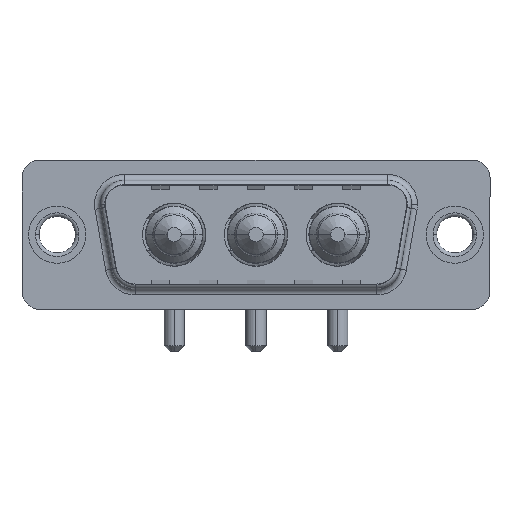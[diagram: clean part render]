
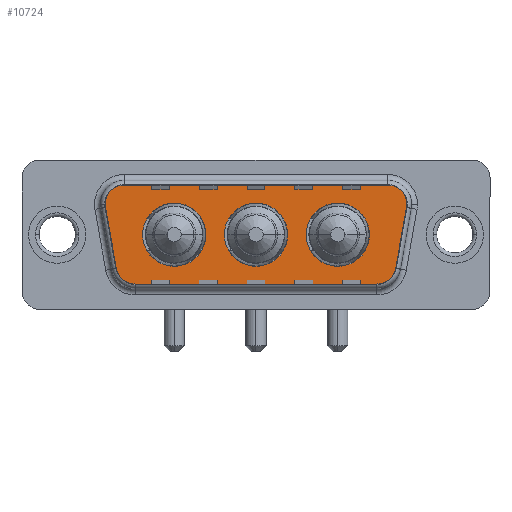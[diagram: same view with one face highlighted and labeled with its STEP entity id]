
A CAD part, top view. The second image highlights one B-rep face of the part: STEP entity #10724.
In plain terms, the highlighted planar face has unit normal (0, 0, 1).
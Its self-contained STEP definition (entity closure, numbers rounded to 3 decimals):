
#82 = ORIENTED_EDGE ( 'NONE', *, *, #10434, .T. ) ;
#92 = DIRECTION ( 'NONE',  ( 1., 0., 0. ) ) ;
#120 = EDGE_CURVE ( 'NONE', #7680, #5184, #10299, .T. ) ;
#187 = ORIENTED_EDGE ( 'NONE', *, *, #120, .T. ) ;
#318 = DIRECTION ( 'NONE',  ( 0., 0., 1. ) ) ;
#803 = ORIENTED_EDGE ( 'NONE', *, *, #8687, .F. ) ;
#1052 = AXIS2_PLACEMENT_3D ( 'NONE', #3844, #1978, #1135 ) ;
#1100 = VERTEX_POINT ( 'NONE', #10128 ) ;
#1135 = DIRECTION ( 'NONE',  ( -1., 0., 0. ) ) ;
#1486 = CARTESIAN_POINT ( 'NONE',  ( 26.866, -2.9, 0. ) ) ;
#1731 = VECTOR ( 'NONE', #7851, 1000. ) ;
#1768 = VERTEX_POINT ( 'NONE', #2863 ) ;
#1857 = AXIS2_PLACEMENT_3D ( 'NONE', #9123, #10670, #2984 ) ;
#1884 = ORIENTED_EDGE ( 'NONE', *, *, #2969, .T. ) ;
#1886 = CARTESIAN_POINT ( 'NONE',  ( 26.15, 0., 0. ) ) ;
#1888 = AXIS2_PLACEMENT_3D ( 'NONE', #8021, #318, #8805 ) ;
#1978 = DIRECTION ( 'NONE',  ( 0., 0., 1. ) ) ;
#2013 = CARTESIAN_POINT ( 'NONE',  ( 20.85, 0., 0. ) ) ;
#2022 = CARTESIAN_POINT ( 'NONE',  ( 5.411, 4.9, 0. ) ) ;
#2118 = EDGE_CURVE ( 'NONE', #1100, #1768, #9758, .T. ) ;
#2264 = ORIENTED_EDGE ( 'NONE', *, *, #7013, .T. ) ;
#2313 = CIRCLE ( 'NONE', #1052, 2. ) ;
#2443 = ORIENTED_EDGE ( 'NONE', *, *, #9007, .T. ) ;
#2655 = DIRECTION ( 'NONE',  ( 1., 0., 0. ) ) ;
#2718 = CARTESIAN_POINT ( 'NONE',  ( 29.889, 2.9, 0. ) ) ;
#2795 = DIRECTION ( 'NONE',  ( 1., 0., 0. ) ) ;
#2812 = DIRECTION ( 'NONE',  ( 0., 0., 1. ) ) ;
#2863 = CARTESIAN_POINT ( 'NONE',  ( 12.45, 0., 0. ) ) ;
#2915 = LINE ( 'NONE', #4669, #3004 ) ;
#2930 = ORIENTED_EDGE ( 'NONE', *, *, #6402, .F. ) ;
#2969 = EDGE_CURVE ( 'NONE', #4079, #4215, #8831, .T. ) ;
#2984 = DIRECTION ( 'NONE',  ( -1., 0., 0. ) ) ;
#3004 = VECTOR ( 'NONE', #5460, 1000. ) ;
#3153 = FACE_BOUND ( 'NONE', #5256, .T. ) ;
#3182 = DIRECTION ( 'NONE',  ( 1., 0., 0. ) ) ;
#3307 = EDGE_CURVE ( 'NONE', #5215, #8847, #9513, .T. ) ;
#3364 = VECTOR ( 'NONE', #6383, 1000. ) ;
#3398 = AXIS2_PLACEMENT_3D ( 'NONE', #8026, #8811, #4709 ) ;
#3450 = AXIS2_PLACEMENT_3D ( 'NONE', #3547, #2812, #5462 ) ;
#3547 = CARTESIAN_POINT ( 'NONE',  ( 5.411, 2.9, 0. ) ) ;
#3550 = LINE ( 'NONE', #10183, #5556 ) ;
#3844 = CARTESIAN_POINT ( 'NONE',  ( 27.889, 2.9, 0. ) ) ;
#3917 = DIRECTION ( 'NONE',  ( 0., 0., 1. ) ) ;
#3920 = AXIS2_PLACEMENT_3D ( 'NONE', #1486, #11021, #3182 ) ;
#3960 = ORIENTED_EDGE ( 'NONE', *, *, #2118, .F. ) ;
#4003 = FACE_BOUND ( 'NONE', #8588, .T. ) ;
#4079 = VERTEX_POINT ( 'NONE', #6723 ) ;
#4149 = CARTESIAN_POINT ( 'NONE',  ( 27.889, 4.9, 0. ) ) ;
#4215 = VERTEX_POINT ( 'NONE', #5411 ) ;
#4259 = VERTEX_POINT ( 'NONE', #2013 ) ;
#4274 = ORIENTED_EDGE ( 'NONE', *, *, #7660, .T. ) ;
#4422 = AXIS2_PLACEMENT_3D ( 'NONE', #7960, #5383, #4594 ) ;
#4436 = CIRCLE ( 'NONE', #10524, 2.65 ) ;
#4487 = CARTESIAN_POINT ( 'NONE',  ( 6.434, -4.9, 0. ) ) ;
#4493 = DIRECTION ( 'NONE',  ( 0., 0., 1. ) ) ;
#4537 = CARTESIAN_POINT ( 'NONE',  ( 29.859, 2.553, 0. ) ) ;
#4594 = DIRECTION ( 'NONE',  ( 1., 0., 0. ) ) ;
#4669 = CARTESIAN_POINT ( 'NONE',  ( 29.859, 2.553, 0. ) ) ;
#4705 = CARTESIAN_POINT ( 'NONE',  ( 16.65, 0., 0. ) ) ;
#4709 = DIRECTION ( 'NONE',  ( 1., 0., 0. ) ) ;
#4757 = AXIS2_PLACEMENT_3D ( 'NONE', #5123, #4493, #2795 ) ;
#5116 = VERTEX_POINT ( 'NONE', #10536 ) ;
#5123 = CARTESIAN_POINT ( 'NONE',  ( 9.8, 0., 0. ) ) ;
#5184 = VERTEX_POINT ( 'NONE', #4487 ) ;
#5215 = VERTEX_POINT ( 'NONE', #4537 ) ;
#5217 = CARTESIAN_POINT ( 'NONE',  ( 9.8, 0., 0. ) ) ;
#5256 = EDGE_LOOP ( 'NONE', ( #9756, #3960 ) ) ;
#5383 = DIRECTION ( 'NONE',  ( 0., 0., 1. ) ) ;
#5411 = CARTESIAN_POINT ( 'NONE',  ( 3.441, 2.553, 0. ) ) ;
#5448 = DIRECTION ( 'NONE',  ( 0., 0., 1. ) ) ;
#5460 = DIRECTION ( 'NONE',  ( 0.174, 0.985, 0. ) ) ;
#5462 = DIRECTION ( 'NONE',  ( 1., 0., 0. ) ) ;
#5556 = VECTOR ( 'NONE', #2655, 1000. ) ;
#5728 = CARTESIAN_POINT ( 'NONE',  ( 23.5, 0., 0. ) ) ;
#5895 = VERTEX_POINT ( 'NONE', #8708 ) ;
#5948 = EDGE_LOOP ( 'NONE', ( #7297, #4274, #10390, #8916, #2443, #1884, #2264, #187, #82 ) ) ;
#6128 = LINE ( 'NONE', #10206, #1731 ) ;
#6383 = DIRECTION ( 'NONE',  ( -1., 0., 0. ) ) ;
#6401 = DIRECTION ( 'NONE',  ( 1., 0., 0. ) ) ;
#6402 = EDGE_CURVE ( 'NONE', #5116, #9727, #9264, .T. ) ;
#6403 = EDGE_CURVE ( 'NONE', #7964, #4259, #8555, .T. ) ;
#6460 = EDGE_CURVE ( 'NONE', #9727, #5116, #7835, .T. ) ;
#6637 = CARTESIAN_POINT ( 'NONE',  ( 26.866, -4.9, 0. ) ) ;
#6723 = CARTESIAN_POINT ( 'NONE',  ( 5.411, 4.9, 0. ) ) ;
#6891 = VERTEX_POINT ( 'NONE', #6637 ) ;
#6979 = CIRCLE ( 'NONE', #3920, 2. ) ;
#7013 = EDGE_CURVE ( 'NONE', #4215, #7680, #6128, .T. ) ;
#7021 = EDGE_CURVE ( 'NONE', #1768, #1100, #8914, .T. ) ;
#7071 = DIRECTION ( 'NONE',  ( -1., 0., 0. ) ) ;
#7115 = AXIS2_PLACEMENT_3D ( 'NONE', #5217, #8638, #92 ) ;
#7297 = ORIENTED_EDGE ( 'NONE', *, *, #9759, .T. ) ;
#7428 = FACE_BOUND ( 'NONE', #9680, .T. ) ;
#7660 = EDGE_CURVE ( 'NONE', #5895, #5215, #2915, .T. ) ;
#7680 = VERTEX_POINT ( 'NONE', #8879 ) ;
#7768 = ORIENTED_EDGE ( 'NONE', *, *, #6403, .F. ) ;
#7835 = CIRCLE ( 'NONE', #8733, 2.65 ) ;
#7851 = DIRECTION ( 'NONE',  ( 0.174, -0.985, 0. ) ) ;
#7960 = CARTESIAN_POINT ( 'NONE',  ( 16.65, 0., 0. ) ) ;
#7964 = VERTEX_POINT ( 'NONE', #1886 ) ;
#8021 = CARTESIAN_POINT ( 'NONE',  ( 23.5, 0., 0. ) ) ;
#8026 = CARTESIAN_POINT ( 'NONE',  ( 26.866, -2.9, 0. ) ) ;
#8411 = CARTESIAN_POINT ( 'NONE',  ( 14., 0., 0. ) ) ;
#8555 = CIRCLE ( 'NONE', #1888, 2.65 ) ;
#8588 = EDGE_LOOP ( 'NONE', ( #2930, #10960 ) ) ;
#8638 = DIRECTION ( 'NONE',  ( 0., 0., 1. ) ) ;
#8687 = EDGE_CURVE ( 'NONE', #4259, #7964, #4436, .T. ) ;
#8708 = CARTESIAN_POINT ( 'NONE',  ( 28.836, -3.247, 0. ) ) ;
#8733 = AXIS2_PLACEMENT_3D ( 'NONE', #4705, #3917, #6401 ) ;
#8805 = DIRECTION ( 'NONE',  ( 1., 0., 0. ) ) ;
#8811 = DIRECTION ( 'NONE',  ( 0., 0., 1. ) ) ;
#8831 = CIRCLE ( 'NONE', #3450, 2. ) ;
#8847 = VERTEX_POINT ( 'NONE', #2718 ) ;
#8879 = CARTESIAN_POINT ( 'NONE',  ( 4.464, -3.247, 0. ) ) ;
#8914 = CIRCLE ( 'NONE', #7115, 2.65 ) ;
#8916 = ORIENTED_EDGE ( 'NONE', *, *, #10070, .T. ) ;
#9007 = EDGE_CURVE ( 'NONE', #9502, #4079, #9723, .T. ) ;
#9123 = CARTESIAN_POINT ( 'NONE',  ( 6.434, -2.9, 0. ) ) ;
#9141 = DIRECTION ( 'NONE',  ( 0., 0., 1. ) ) ;
#9173 = FACE_OUTER_BOUND ( 'NONE', #5948, .T. ) ;
#9193 = DIRECTION ( 'NONE',  ( 1., 0., 0. ) ) ;
#9264 = CIRCLE ( 'NONE', #4422, 2.65 ) ;
#9502 = VERTEX_POINT ( 'NONE', #4149 ) ;
#9513 = CIRCLE ( 'NONE', #9854, 2. ) ;
#9680 = EDGE_LOOP ( 'NONE', ( #7768, #803 ) ) ;
#9723 = LINE ( 'NONE', #2022, #3364 ) ;
#9727 = VERTEX_POINT ( 'NONE', #8411 ) ;
#9756 = ORIENTED_EDGE ( 'NONE', *, *, #7021, .F. ) ;
#9758 = CIRCLE ( 'NONE', #4757, 2.65 ) ;
#9759 = EDGE_CURVE ( 'NONE', #6891, #5895, #6979, .T. ) ;
#9854 = AXIS2_PLACEMENT_3D ( 'NONE', #10488, #5448, #7071 ) ;
#10070 = EDGE_CURVE ( 'NONE', #8847, #9502, #2313, .T. ) ;
#10128 = CARTESIAN_POINT ( 'NONE',  ( 7.15, 0., 0. ) ) ;
#10183 = CARTESIAN_POINT ( 'NONE',  ( 6.434, -4.9, 0. ) ) ;
#10206 = CARTESIAN_POINT ( 'NONE',  ( 3.441, 2.553, 0. ) ) ;
#10299 = CIRCLE ( 'NONE', #1857, 2. ) ;
#10390 = ORIENTED_EDGE ( 'NONE', *, *, #3307, .T. ) ;
#10434 = EDGE_CURVE ( 'NONE', #5184, #6891, #3550, .T. ) ;
#10488 = CARTESIAN_POINT ( 'NONE',  ( 27.889, 2.9, 0. ) ) ;
#10524 = AXIS2_PLACEMENT_3D ( 'NONE', #5728, #9141, #9193 ) ;
#10536 = CARTESIAN_POINT ( 'NONE',  ( 19.3, 0., 0. ) ) ;
#10670 = DIRECTION ( 'NONE',  ( 0., 0., 1. ) ) ;
#10724 = ADVANCED_FACE ( 'NONE', ( #4003, #7428, #3153, #9173 ), #10895, .T. ) ;
#10895 = PLANE ( 'NONE',  #3398 ) ;
#10960 = ORIENTED_EDGE ( 'NONE', *, *, #6460, .F. ) ;
#11021 = DIRECTION ( 'NONE',  ( 0., 0., 1. ) ) ;
